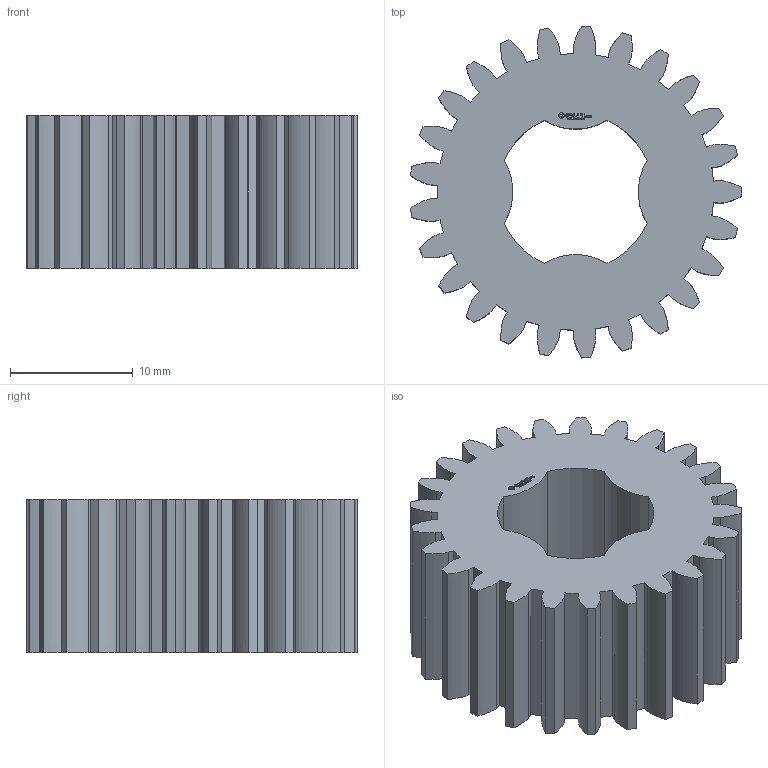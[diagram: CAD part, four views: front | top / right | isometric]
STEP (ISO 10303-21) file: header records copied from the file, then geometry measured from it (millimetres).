
FILE_DESCRIPTION(('FreeCAD Model'),'2;1');
FILE_NAME('Open CASCADE Shape Model','2024-03-09T18:34:36',(''),(''), 'Open CASCADE STEP processor 7.6','FreeCAD','Unknown');
FILE_SCHEMA(('AUTOMOTIVE_DESIGN { 1 0 10303 214 1 1 1 1 }'));
Length unit declared in the file: millimetre
Products named in the file (1): Gear Wheel PLN TTH25 BU01.00 SFT-SHD - SPN-GWH-0080 (stemfie.org)
Bounding box: 26.93 x 26.98 x 12.5 mm (x, y, z)
Volume: 4654.7 mm3; surface area: 3300.2 mm2
Topology: 1 solids, 1 shells, 637 faces, 1806 edges, 1204 vertices
Faces by surface type: extrusion 320, plane 309, cylinder 8
Entity records: 53112 total; most frequent: CARTESIAN_POINT 14730, DIRECTION 5110, VECTOR 4426, LINE 4106, ORIENTED_EDGE 3612, PCURVE 3612, DEFINITIONAL_REPRESENTATION 3612, EDGE_CURVE 1806
